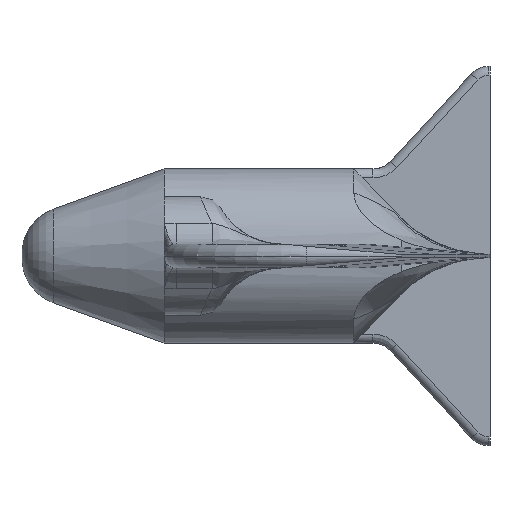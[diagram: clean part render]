
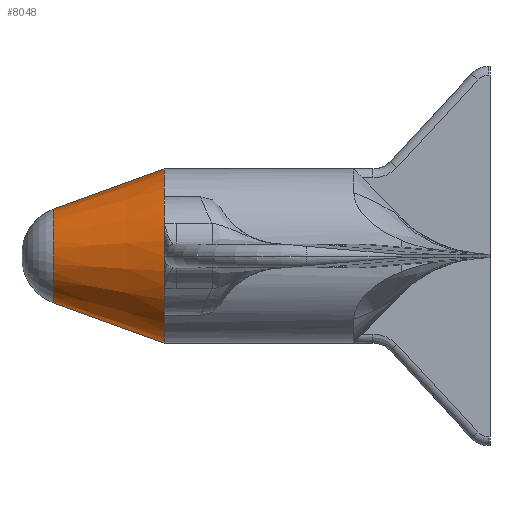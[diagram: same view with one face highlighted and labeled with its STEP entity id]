
A CAD part, left-side view. The second image highlights one B-rep face of the part: STEP entity #8048.
In plain terms, the highlighted conical face has half-angle 20 degrees and reference radius 15.832 mm.
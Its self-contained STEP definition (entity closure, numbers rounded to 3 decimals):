
#329 = ORIENTED_EDGE ( 'NONE', *, *, #2649, .T. ) ;
#652 = EDGE_CURVE ( 'NONE', #907, #6517, #9819, .T. ) ;
#787 = DIRECTION ( 'NONE',  ( 0., -0.94, 0.342 ) ) ;
#907 = VERTEX_POINT ( 'NONE', #13033 ) ;
#1390 = ORIENTED_EDGE ( 'NONE', *, *, #652, .F. ) ;
#1663 = VECTOR ( 'NONE', #7829, 1000. ) ;
#2568 = CARTESIAN_POINT ( 'NONE',  ( 0., 40., 29.471 ) ) ;
#2649 = EDGE_CURVE ( 'NONE', #3288, #6517, #2791, .T. ) ;
#2791 = CIRCLE ( 'NONE', #10168, 29.471 ) ;
#3142 = DIRECTION ( 'NONE',  ( 0., 1., 0. ) ) ;
#3288 = VERTEX_POINT ( 'NONE', #3976 ) ;
#3728 = CARTESIAN_POINT ( 'NONE',  ( 0., 77.472, -15.832 ) ) ;
#3864 = LINE ( 'NONE', #3728, #1663 ) ;
#3976 = CARTESIAN_POINT ( 'NONE',  ( 0., 40., -29.471 ) ) ;
#4004 = EDGE_CURVE ( 'NONE', #11426, #3288, #3864, .T. ) ;
#4076 = ORIENTED_EDGE ( 'NONE', *, *, #4004, .T. ) ;
#4596 = CONICAL_SURFACE ( 'NONE', #12615, 15.832, 0.349 ) ;
#5316 = ORIENTED_EDGE ( 'NONE', *, *, #5580, .F. ) ;
#5580 = EDGE_CURVE ( 'NONE', #11426, #907, #7164, .T. ) ;
#6075 = DIRECTION ( 'NONE',  ( 0., 0., 1. ) ) ;
#6517 = VERTEX_POINT ( 'NONE', #2568 ) ;
#7164 = CIRCLE ( 'NONE', #9928, 15.832 ) ;
#7829 = DIRECTION ( 'NONE',  ( 0., -0.94, -0.342 ) ) ;
#7936 = VECTOR ( 'NONE', #787, 1000. ) ;
#7996 = DIRECTION ( 'NONE',  ( 0., 1., 0. ) ) ;
#8048 = ADVANCED_FACE ( 'NONE', ( #12376 ), #4596, .T. ) ;
#8349 = CARTESIAN_POINT ( 'NONE',  ( 0., 77.472, 0. ) ) ;
#8760 = CARTESIAN_POINT ( 'NONE',  ( 0., 77.472, 15.832 ) ) ;
#9135 = CARTESIAN_POINT ( 'NONE',  ( 0., 77.472, -15.832 ) ) ;
#9390 = EDGE_LOOP ( 'NONE', ( #1390, #5316, #4076, #329 ) ) ;
#9819 = LINE ( 'NONE', #8760, #7936 ) ;
#9928 = AXIS2_PLACEMENT_3D ( 'NONE', #11155, #7996, #6075 ) ;
#10080 = DIRECTION ( 'NONE',  ( 0., 0., 1. ) ) ;
#10168 = AXIS2_PLACEMENT_3D ( 'NONE', #12428, #3142, #10080 ) ;
#11155 = CARTESIAN_POINT ( 'NONE',  ( 0., 77.472, 0. ) ) ;
#11254 = DIRECTION ( 'NONE',  ( 0., 0., -1. ) ) ;
#11426 = VERTEX_POINT ( 'NONE', #9135 ) ;
#11442 = DIRECTION ( 'NONE',  ( 0., -1., 0. ) ) ;
#12376 = FACE_OUTER_BOUND ( 'NONE', #9390, .T. ) ;
#12428 = CARTESIAN_POINT ( 'NONE',  ( 0., 40., 0. ) ) ;
#12615 = AXIS2_PLACEMENT_3D ( 'NONE', #8349, #11442, #11254 ) ;
#13033 = CARTESIAN_POINT ( 'NONE',  ( 0., 77.472, 15.832 ) ) ;
